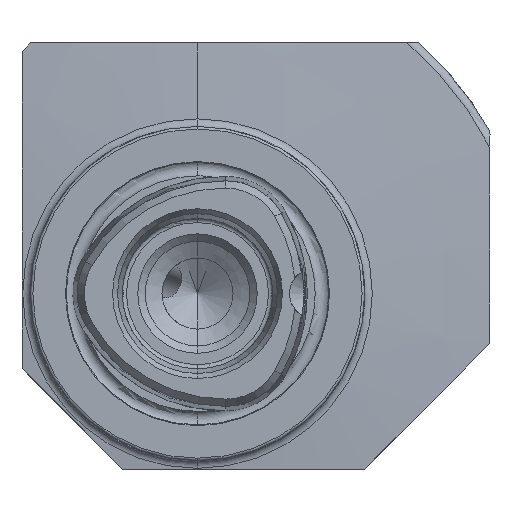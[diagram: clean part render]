
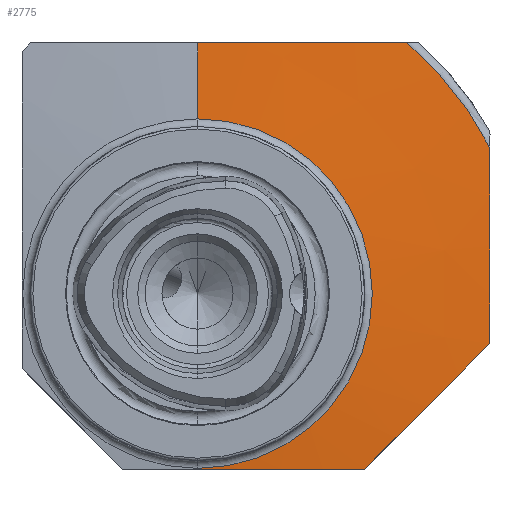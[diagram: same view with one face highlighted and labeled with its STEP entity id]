
A CAD part, left-side view. The second image highlights one B-rep face of the part: STEP entity #2775.
In plain terms, the highlighted conical face has half-angle 85 degrees and reference radius 39.087 mm.
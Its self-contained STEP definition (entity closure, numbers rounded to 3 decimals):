
#248 = B_SPLINE_CURVE_WITH_KNOTS ( 'NONE', 3,
 ( #4467, #4468, #4478, #4479, #4480, #4481 ),
 .UNSPECIFIED., .F., .F.,
 ( 4, 2, 4 ),
 ( 0.044, 0.057, 0.069 ),
 .UNSPECIFIED. ) ;
#295 = B_SPLINE_CURVE_WITH_KNOTS ( 'NONE', 3,
 ( #5709, #5710, #5715, #5716, #5717, #5718 ),
 .UNSPECIFIED., .F., .F.,
 ( 4, 2, 4 ),
 ( 0.063, 0.073, 0.083 ),
 .UNSPECIFIED. ) ;
#296 = B_SPLINE_CURVE_WITH_KNOTS ( 'NONE', 3,
 ( #5695, #5697, #5720, #5721, #5722, #5723 ),
 .UNSPECIFIED., .F., .F.,
 ( 4, 2, 4 ),
 ( 0., 0.011, 0.021 ),
 .UNSPECIFIED. ) ;
#297 = B_SPLINE_CURVE_WITH_KNOTS ( 'NONE', 3,
 ( #5714, #5719, #5724, #5725, #5726, #5727 ),
 .UNSPECIFIED., .F., .F.,
 ( 4, 2, 4 ),
 ( 0.031, 0.042, 0.054 ),
 .UNSPECIFIED. ) ;
#573 = ORIENTED_EDGE ( 'NONE', *, *, #1308, .T. ) ;
#574 = ORIENTED_EDGE ( 'NONE', *, *, #1073, .T. ) ;
#578 = ORIENTED_EDGE ( 'NONE', *, *, #1067, .F. ) ;
#584 = ORIENTED_EDGE ( 'NONE', *, *, #1064, .F. ) ;
#585 = ORIENTED_EDGE ( 'NONE', *, *, #1309, .T. ) ;
#1064 = EDGE_CURVE ( 'NONE', #2069, #2068, #3179, .T. ) ;
#1067 = EDGE_CURVE ( 'NONE', #2068, #2070, #3183, .T. ) ;
#1073 = EDGE_CURVE ( 'NONE', #2069, #2130, #3184, .T. ) ;
#1157 = EDGE_CURVE ( 'NONE', #2188, #2070, #248, .T. ) ;
#1307 = EDGE_CURVE ( 'NONE', #2267, #2188, #4947, .T. ) ;
#1308 = EDGE_CURVE ( 'NONE', #2130, #2263, #295, .T. ) ;
#1309 = EDGE_CURVE ( 'NONE', #2263, #2270, #296, .T. ) ;
#1310 = EDGE_CURVE ( 'NONE', #2270, #2267, #297, .T. ) ;
#1581 = EDGE_LOOP ( 'NONE', ( #578, #584, #574, #573, #585, #2682, #2683, #2676 ) ) ;
#2068 = VERTEX_POINT ( 'NONE', #6100 ) ;
#2069 = VERTEX_POINT ( 'NONE', #6101 ) ;
#2070 = VERTEX_POINT ( 'NONE', #6102 ) ;
#2130 = VERTEX_POINT ( 'NONE', #6159 ) ;
#2188 = VERTEX_POINT ( 'NONE', #6217 ) ;
#2263 = VERTEX_POINT ( 'NONE', #6290 ) ;
#2267 = VERTEX_POINT ( 'NONE', #6294 ) ;
#2270 = VERTEX_POINT ( 'NONE', #6297 ) ;
#2676 = ORIENTED_EDGE ( 'NONE', *, *, #1157, .T. ) ;
#2682 = ORIENTED_EDGE ( 'NONE', *, *, #1310, .T. ) ;
#2683 = ORIENTED_EDGE ( 'NONE', *, *, #1307, .T. ) ;
#2775 = ADVANCED_FACE ( 'NONE', ( #5279 ), #5282, .T. ) ;
#3179 = CIRCLE ( 'NONE', #3380, 20.913 ) ;
#3183 = LINE ( 'NONE', #4156, #3185 ) ;
#3184 = LINE ( 'NONE', #4197, #3187 ) ;
#3185 = VECTOR ( 'NONE', #4163, 1000. ) ;
#3187 = VECTOR ( 'NONE', #4201, 1000. ) ;
#3380 = AXIS2_PLACEMENT_3D ( 'NONE', #4160, #4161, #4162 ) ;
#3472 = AXIS2_PLACEMENT_3D ( 'NONE', #5711, #5712, #5713 ) ;
#3614 = AXIS2_PLACEMENT_3D ( 'NONE', #6629, #6630, #6627 ) ;
#4156 = CARTESIAN_POINT ( 'NONE',  ( 22.586, 0., 39.087 ) ) ;
#4160 = CARTESIAN_POINT ( 'NONE',  ( 20.996, 0., 0. ) ) ;
#4161 = DIRECTION ( 'NONE',  ( -1., 0., 0. ) ) ;
#4162 = DIRECTION ( 'NONE',  ( 0., 0., 1. ) ) ;
#4163 = DIRECTION ( 'NONE',  ( 0.087, 0., 0.996 ) ) ;
#4197 = CARTESIAN_POINT ( 'NONE',  ( 22.586, 0., -39.087 ) ) ;
#4201 = DIRECTION ( 'NONE',  ( 0.087, 0., -0.996 ) ) ;
#4467 = CARTESIAN_POINT ( 'NONE',  ( 22.586, -25.056, 30. ) ) ;
#4468 = CARTESIAN_POINT ( 'NONE',  ( 22.352, -20.882, 30. ) ) ;
#4478 = CARTESIAN_POINT ( 'NONE',  ( 22.152, -16.707, 30. ) ) ;
#4479 = CARTESIAN_POINT ( 'NONE',  ( 21.87, -8.355, 30. ) ) ;
#4480 = CARTESIAN_POINT ( 'NONE',  ( 21.791, -4.178, 30. ) ) ;
#4481 = CARTESIAN_POINT ( 'NONE',  ( 21.791, 0., 30. ) ) ;
#4947 = CIRCLE ( 'NONE', #3472, 39.087 ) ;
#5279 = FACE_OUTER_BOUND ( 'NONE', #1581, .T. ) ;
#5282 = CONICAL_SURFACE ( 'NONE', #3614, 39.087, 1.484 ) ;
#5695 = CARTESIAN_POINT ( 'NONE',  ( 21.704, -20., -21. ) ) ;
#5697 = CARTESIAN_POINT ( 'NONE',  ( 21.696, -22.502, -18.498 ) ) ;
#5709 = CARTESIAN_POINT ( 'NONE',  ( 21.004, 0., -21. ) ) ;
#5710 = CARTESIAN_POINT ( 'NONE',  ( 21.004, -3.335, -21. ) ) ;
#5711 = CARTESIAN_POINT ( 'NONE',  ( 22.586, 0., 0. ) ) ;
#5712 = DIRECTION ( 'NONE',  ( -1., 0., 0. ) ) ;
#5713 = DIRECTION ( 'NONE',  ( 0., 0., 1. ) ) ;
#5714 = CARTESIAN_POINT ( 'NONE',  ( 22.273, -35., -6. ) ) ;
#5715 = CARTESIAN_POINT ( 'NONE',  ( 21.076, -6.669, -21. ) ) ;
#5716 = CARTESIAN_POINT ( 'NONE',  ( 21.327, -13.335, -21. ) ) ;
#5717 = CARTESIAN_POINT ( 'NONE',  ( 21.503, -16.669, -21. ) ) ;
#5718 = CARTESIAN_POINT ( 'NONE',  ( 21.704, -20., -21. ) ) ;
#5719 = CARTESIAN_POINT ( 'NONE',  ( 22.216, -35., -2.099 ) ) ;
#5720 = CARTESIAN_POINT ( 'NONE',  ( 21.747, -25.003, -15.997 ) ) ;
#5721 = CARTESIAN_POINT ( 'NONE',  ( 21.947, -30.003, -10.997 ) ) ;
#5722 = CARTESIAN_POINT ( 'NONE',  ( 22.095, -32.502, -8.498 ) ) ;
#5723 = CARTESIAN_POINT ( 'NONE',  ( 22.273, -35., -6. ) ) ;
#5724 = CARTESIAN_POINT ( 'NONE',  ( 22.214, -35., 1.805 ) ) ;
#5725 = CARTESIAN_POINT ( 'NONE',  ( 22.324, -35., 9.606 ) ) ;
#5726 = CARTESIAN_POINT ( 'NONE',  ( 22.434, -35., 13.504 ) ) ;
#5727 = CARTESIAN_POINT ( 'NONE',  ( 22.586, -35., 17.401 ) ) ;
#6100 = CARTESIAN_POINT ( 'NONE',  ( 20.996, 0., 20.913 ) ) ;
#6101 = CARTESIAN_POINT ( 'NONE',  ( 20.996, 0., -20.913 ) ) ;
#6102 = CARTESIAN_POINT ( 'NONE',  ( 21.791, 0., 30. ) ) ;
#6159 = CARTESIAN_POINT ( 'NONE',  ( 21.004, 0., -21. ) ) ;
#6217 = CARTESIAN_POINT ( 'NONE',  ( 22.586, -25.056, 30. ) ) ;
#6290 = CARTESIAN_POINT ( 'NONE',  ( 21.704, -20., -21. ) ) ;
#6294 = CARTESIAN_POINT ( 'NONE',  ( 22.586, -35., 17.401 ) ) ;
#6297 = CARTESIAN_POINT ( 'NONE',  ( 22.273, -35., -6. ) ) ;
#6627 = DIRECTION ( 'NONE',  ( 0., 0., -1. ) ) ;
#6629 = CARTESIAN_POINT ( 'NONE',  ( 22.586, 0., 0. ) ) ;
#6630 = DIRECTION ( 'NONE',  ( 1., 0., 0. ) ) ;
